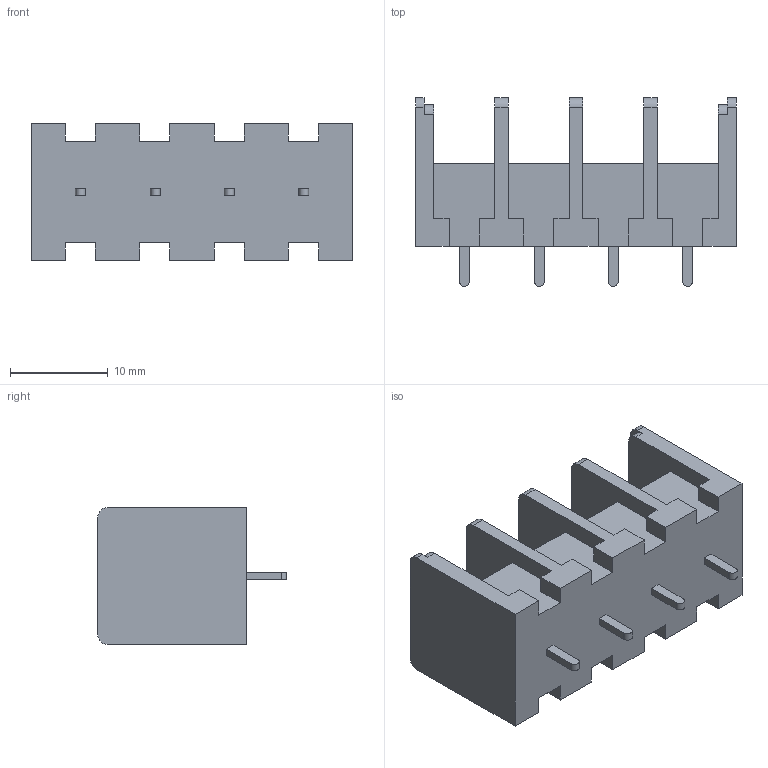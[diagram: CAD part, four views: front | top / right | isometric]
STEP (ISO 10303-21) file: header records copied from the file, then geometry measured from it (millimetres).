
FILE_DESCRIPTION((''),'2;1');
FILE_NAME('ML_250_S1BYF_4P','2024-11-24T00:34:12',('admin'),(''),'CREO PARAMETRIC BY PTC INC, 2021404','CREO PARAMETRIC BY PTC INC, 2021404','');
FILE_SCHEMA(('CONFIG_CONTROL_DESIGN'));
Length unit declared in the file: millimetre
Products named in the file (1): ML_250_S1BYF_4P
Bounding box: 32.85 x 19.3 x 14 mm (x, y, z)
Volume: 3788.8 mm3; surface area: 3219.4 mm2
Topology: 1 solids, 1 shells, 120 faces, 330 edges, 220 vertices
Faces by surface type: plane 94, cylinder 26
Entity records: 3824 total; most frequent: CARTESIAN_POINT 670, ORIENTED_EDGE 660, DIRECTION 622, EDGE_CURVE 330, VECTOR 278, LINE 278, VERTEX_POINT 220, AXIS2_PLACEMENT_3D 172
